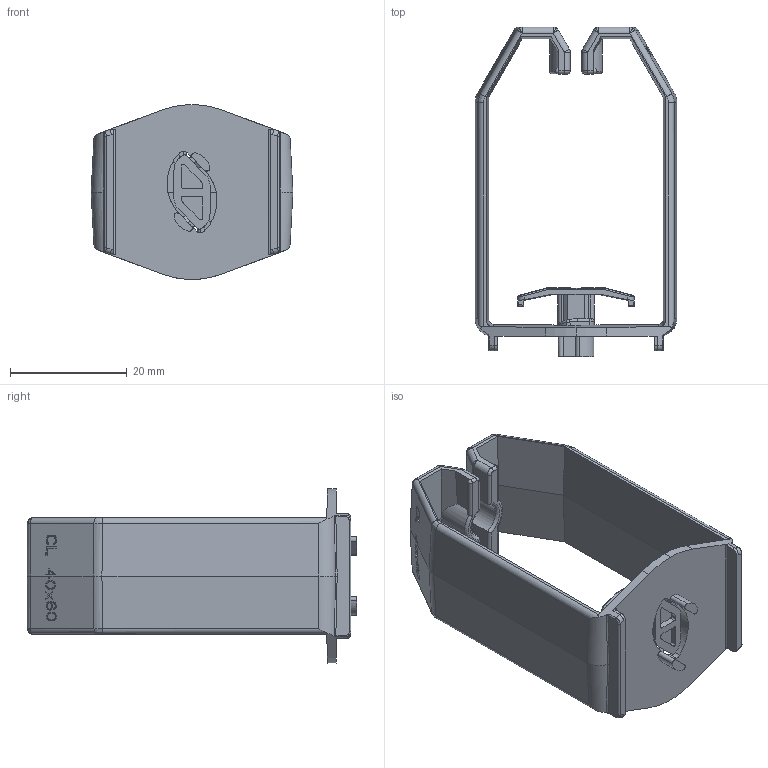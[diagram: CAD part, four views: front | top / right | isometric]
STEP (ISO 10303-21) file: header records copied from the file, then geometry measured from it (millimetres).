
FILE_DESCRIPTION (( 'STEP AP203' ), '1' );
FILE_NAME ('CL-1522.step', '2020-08-27T16:20:56', ( '' ), ( '' ), 'SwSTEP 2.0', 'SolidWorks 2019', '' );
FILE_SCHEMA (( 'CONFIG_CONTROL_DESIGN' ));
Length unit declared in the file: inch
Products named in the file (1): CL-1522
Bounding box: 34.6 x 56.5 x 29.99 mm (x, y, z)
Volume: 6619.5 mm3; surface area: 8481.3 mm2
Topology: 1 solids, 1 shells, 799 faces, 2165 edges, 1382 vertices
Faces by surface type: plane 561, cylinder 180, bspline 55, torus 3
Entity records: 28683 total; most frequent: CARTESIAN_POINT 9906, ORIENTED_EDGE 4294, DIRECTION 3177, EDGE_CURVE 2147, LINE 1563, VECTOR 1563, VERTEX_POINT 1382, EDGE_LOOP 839
